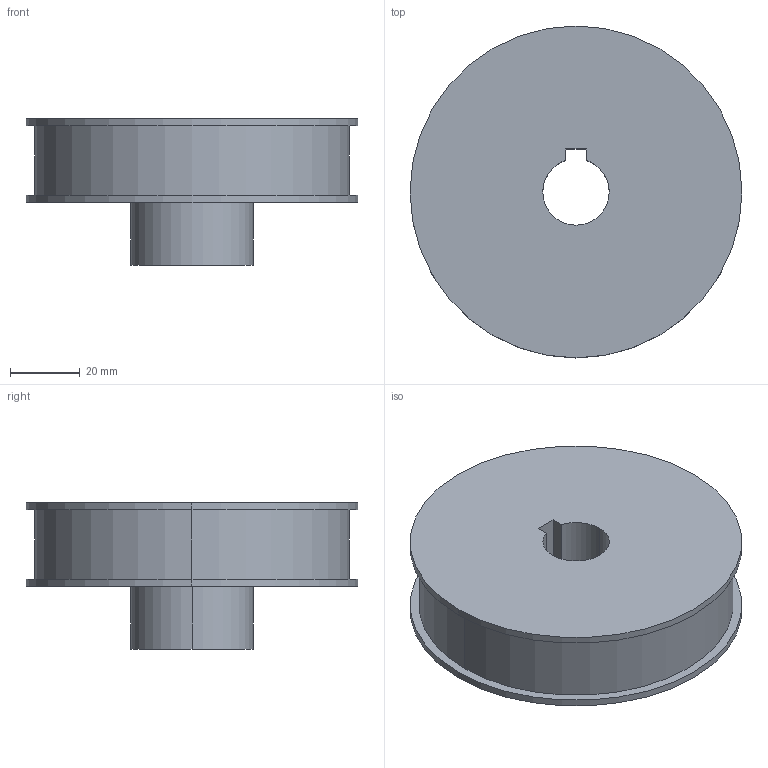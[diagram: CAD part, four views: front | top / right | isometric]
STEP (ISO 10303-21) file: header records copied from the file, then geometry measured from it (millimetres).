
FILE_DESCRIPTION (( 'STEP AP203' ), '1' );
FILE_NAME ('poulie_moteur.STEP', '2017-02-25T16:05:05', ( '' ), ( '' ), 'SwSTEP 2.0', 'SolidWorks 2013', '' );
FILE_SCHEMA (( 'CONFIG_CONTROL_DESIGN' ));
Length unit declared in the file: millimetre
Products named in the file (1): poulie_moteur
Bounding box: 95 x 95 x 42 mm (x, y, z)
Volume: 160235.4 mm3; surface area: 26611.1 mm2
Topology: 1 solids, 1 shells, 22 faces, 49 edges, 32 vertices
Faces by surface type: cylinder 11, plane 8, cone 3
Entity records: 705 total; most frequent: DIRECTION 118, CARTESIAN_POINT 110, ORIENTED_EDGE 98, EDGE_CURVE 49, AXIS2_PLACEMENT_3D 48, VERTEX_POINT 32, EDGE_LOOP 27, CIRCLE 25
